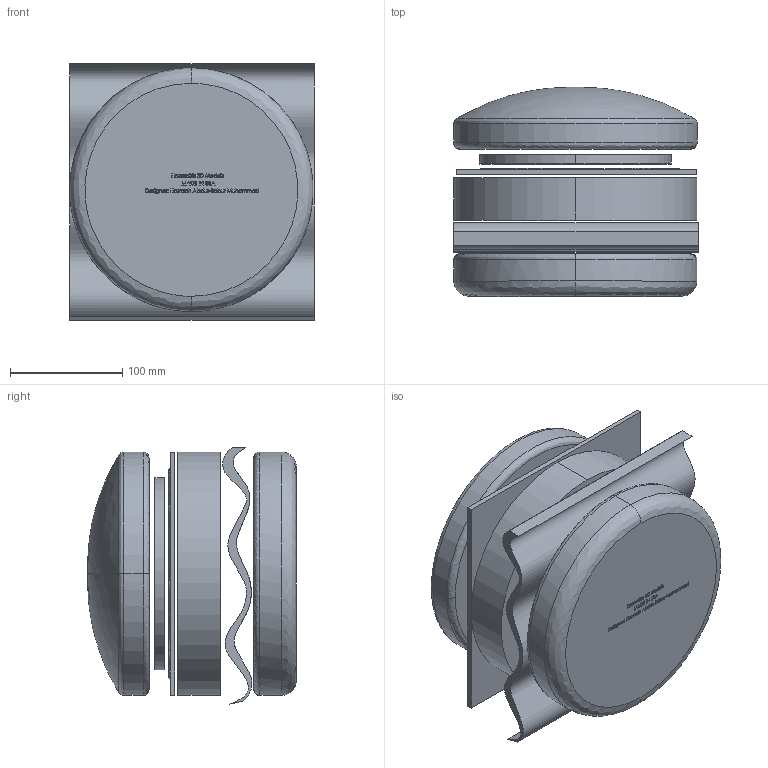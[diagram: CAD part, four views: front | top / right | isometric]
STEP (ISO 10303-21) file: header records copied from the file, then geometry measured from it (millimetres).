
FILE_DESCRIPTION(('FreeCAD Model'),'2;1');
FILE_NAME('Open CASCADE Shape Model','2025-05-03T10:43:36',('FreeCAD'),( 'FreeCAD'),'Open CASCADE STEP processor 7.6','FreeCAD','Unknown');
FILE_SCHEMA(('AUTOMOTIVE_DESIGN { 1 0 10303 214 1 1 1 1 }'));
Products named in the file (1): Open CASCADE STEP translator 7.6 1
Bounding box: 218.65 x 186.49 x 228.92 mm (x, y, z)
Volume: 4937345.9 mm3; surface area: 547357.7 mm2
Topology: 6 solids, 6 shells, 936 faces, 2492 edges, 1658 vertices
Faces by surface type: bspline 936
Entity records: 49229 total; most frequent: CARTESIAN_POINT 33735, ORIENTED_EDGE 4984, EDGE_CURVE 2492, B_SPLINE_CURVE_WITH_KNOTS 2426, VERTEX_POINT 1658, FACE_BOUND 1034, EDGE_LOOP 1034, ADVANCED_FACE 936
